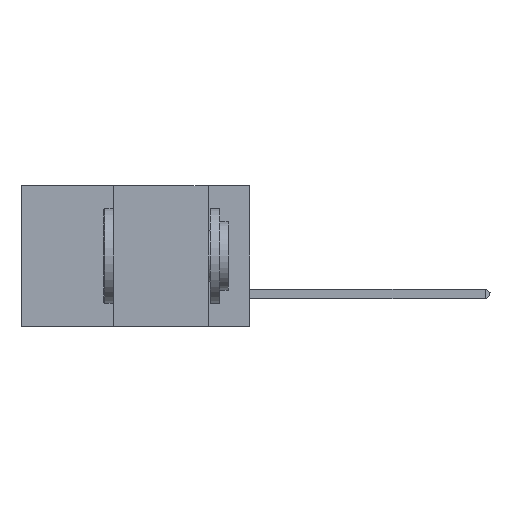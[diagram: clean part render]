
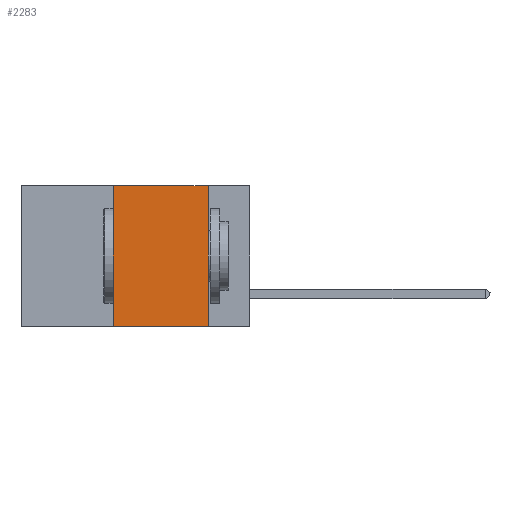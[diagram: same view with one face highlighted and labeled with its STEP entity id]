
A CAD part, left-side view. The second image highlights one B-rep face of the part: STEP entity #2283.
In plain terms, the highlighted planar face has unit normal (-1, 0, 0).
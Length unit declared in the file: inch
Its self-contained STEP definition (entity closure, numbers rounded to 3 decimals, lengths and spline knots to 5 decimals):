
#23 = CARTESIAN_POINT ( 'NONE',  ( 0., 0.11, 0. ) ) ;
#436 = DIRECTION ( 'NONE',  ( 0., -1., 0. ) ) ;
#1159 = CARTESIAN_POINT ( 'NONE',  ( 0., 0.6, -0.37 ) ) ;
#2281 = EDGE_CURVE ( 'NONE', #8344, #9257, #17036, .T. ) ;
#2283 = ADVANCED_FACE ( 'NONE', ( #9964 ), #3452, .F. ) ;
#3257 = DIRECTION ( 'NONE',  ( 1., 0., 0. ) ) ;
#3452 = PLANE ( 'NONE',  #13156 ) ;
#3610 = CARTESIAN_POINT ( 'NONE',  ( 0., 0.36, 0. ) ) ;
#4542 = EDGE_CURVE ( 'NONE', #9257, #10259, #10982, .T. ) ;
#5504 = VECTOR ( 'NONE', #10183, 39.37008 ) ;
#6863 = ORIENTED_EDGE ( 'NONE', *, *, #4542, .F. ) ;
#7765 = CARTESIAN_POINT ( 'NONE',  ( 0., 0.36, 0. ) ) ;
#8344 = VERTEX_POINT ( 'NONE', #11085 ) ;
#8978 = DIRECTION ( 'NONE',  ( 0., 0., -1. ) ) ;
#9257 = VERTEX_POINT ( 'NONE', #3610 ) ;
#9964 = FACE_OUTER_BOUND ( 'NONE', #14797, .T. ) ;
#10107 = CARTESIAN_POINT ( 'NONE',  ( 0., 0.11, 0. ) ) ;
#10183 = DIRECTION ( 'NONE',  ( 0., 0., -1. ) ) ;
#10259 = VERTEX_POINT ( 'NONE', #10107 ) ;
#10559 = DIRECTION ( 'NONE',  ( 0., 0., 1. ) ) ;
#10639 = EDGE_CURVE ( 'NONE', #8344, #18572, #18423, .T. ) ;
#10680 = CARTESIAN_POINT ( 'NONE',  ( 0., 0.6, 0. ) ) ;
#10982 = LINE ( 'NONE', #16850, #13493 ) ;
#11085 = CARTESIAN_POINT ( 'NONE',  ( 0., 0.36, -0.37 ) ) ;
#11335 = VECTOR ( 'NONE', #10559, 39.37008 ) ;
#11860 = LINE ( 'NONE', #23, #5504 ) ;
#12526 = DIRECTION ( 'NONE',  ( 0., -1., 0. ) ) ;
#13156 = AXIS2_PLACEMENT_3D ( 'NONE', #10680, #3257, #8978 ) ;
#13493 = VECTOR ( 'NONE', #12526, 39.37008 ) ;
#14320 = CARTESIAN_POINT ( 'NONE',  ( 0., 0.11, -0.37 ) ) ;
#14597 = VECTOR ( 'NONE', #436, 39.37008 ) ;
#14797 = EDGE_LOOP ( 'NONE', ( #17395, #6863, #17771, #18248 ) ) ;
#15519 = EDGE_CURVE ( 'NONE', #10259, #18572, #11860, .T. ) ;
#16850 = CARTESIAN_POINT ( 'NONE',  ( 0., 0.6, 0. ) ) ;
#17036 = LINE ( 'NONE', #7765, #11335 ) ;
#17395 = ORIENTED_EDGE ( 'NONE', *, *, #15519, .F. ) ;
#17771 = ORIENTED_EDGE ( 'NONE', *, *, #2281, .F. ) ;
#18248 = ORIENTED_EDGE ( 'NONE', *, *, #10639, .T. ) ;
#18423 = LINE ( 'NONE', #1159, #14597 ) ;
#18572 = VERTEX_POINT ( 'NONE', #14320 ) ;
